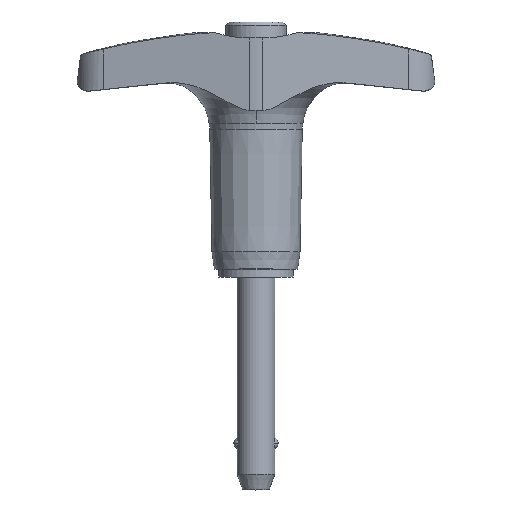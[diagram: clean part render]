
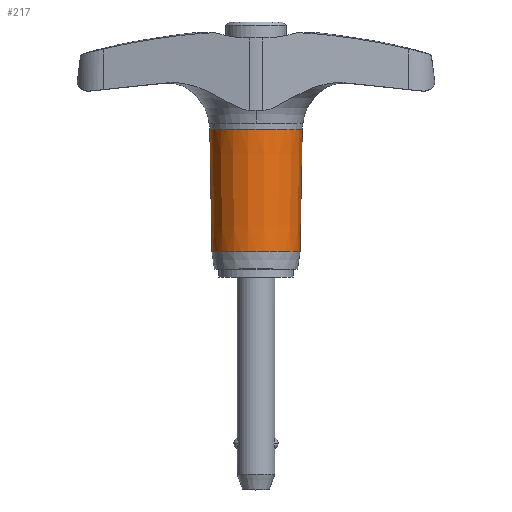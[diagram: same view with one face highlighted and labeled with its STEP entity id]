
A CAD part, top view. The second image highlights one B-rep face of the part: STEP entity #217.
In plain terms, the highlighted conical face has half-angle 1 degrees and reference radius 5.71 mm.
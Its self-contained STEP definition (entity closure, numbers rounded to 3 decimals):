
#217=ADVANCED_FACE('',(#445),#446,.T.);
#445=FACE_OUTER_BOUND('',#684,.T.);
#446=CONICAL_SURFACE('',#685,5.71,0.017);
#684=EDGE_LOOP('',(#1297,#1298,#1299,#1300));
#685=AXIS2_PLACEMENT_3D('',#1301,#1302,#1303);
#1297=ORIENTED_EDGE('',*,*,#1694,.T.);
#1298=ORIENTED_EDGE('',*,*,#1509,.F.);
#1299=ORIENTED_EDGE('',*,*,#1696,.T.);
#1300=ORIENTED_EDGE('',*,*,#1560,.T.);
#1301=CARTESIAN_POINT('',(0.0,10.959,0.0));
#1302=DIRECTION('',(-0.0,1.0,-0.0));
#1303=DIRECTION('',(1.0,0.0,0.0));
#1509=EDGE_CURVE('',#1835,#1838,#1839,.T.);
#1560=EDGE_CURVE('',#1929,#1927,#1930,.T.);
#1694=EDGE_CURVE('',#1927,#1838,#2106,.T.);
#1696=EDGE_CURVE('',#1835,#1929,#2108,.T.);
#1835=VERTEX_POINT('',#2593);
#1838=VERTEX_POINT('',#2597);
#1839=CIRCLE('',#2598,5.845);
#1927=VERTEX_POINT('',#2829);
#1929=VERTEX_POINT('',#2832);
#1930=CIRCLE('',#2833,5.575);
#2106=LINE('',#3652,#3653);
#2108=LINE('',#3655,#3656);
#2593=CARTESIAN_POINT('',(-5.845,18.702,0.0));
#2597=CARTESIAN_POINT('',(5.845,18.702,0.));
#2598=AXIS2_PLACEMENT_3D('',#3897,#3898,#3899);
#2829=CARTESIAN_POINT('',(5.575,3.216,0.0));
#2832=CARTESIAN_POINT('',(-5.575,3.216,0.));
#2833=AXIS2_PLACEMENT_3D('',#3970,#3971,#3972);
#3652=CARTESIAN_POINT('',(5.71,10.959,0.));
#3653=VECTOR('',#4097,1.0);
#3655=CARTESIAN_POINT('',(-5.71,10.959,0.));
#3656=VECTOR('',#4101,1.0);
#3897=CARTESIAN_POINT('',(0.0,18.702,0.0));
#3898=DIRECTION('',(0.0,1.0,0.0));
#3899=DIRECTION('',(-1.0,0.0,0.0));
#3970=CARTESIAN_POINT('',(0.0,3.216,0.0));
#3971=DIRECTION('',(-0.0,1.0,0.0));
#3972=DIRECTION('',(1.0,0.0,0.0));
#4097=DIRECTION('',(0.017,1.,0.));
#4101=DIRECTION('',(0.017,-1.,0.));
